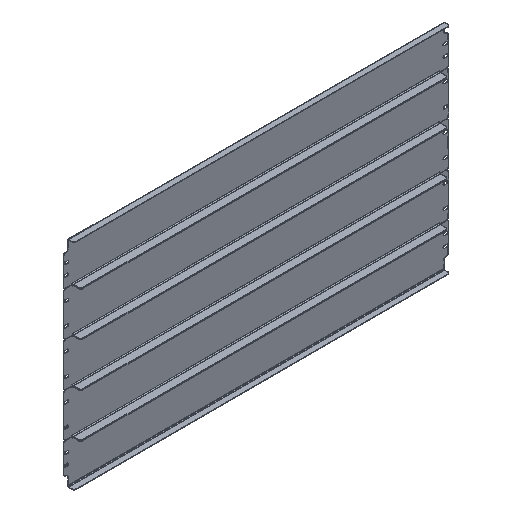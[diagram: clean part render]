
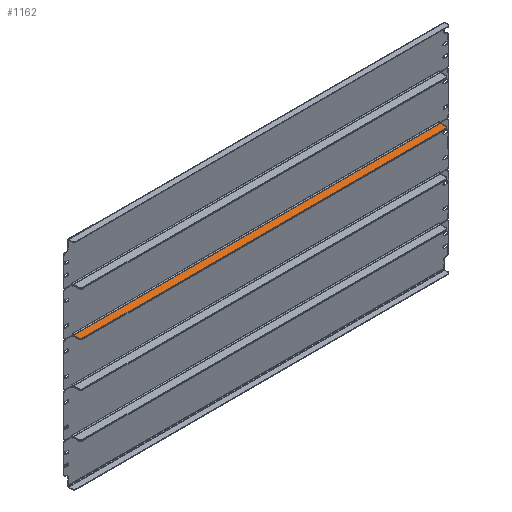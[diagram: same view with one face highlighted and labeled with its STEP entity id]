
A CAD part, isometric view. The second image highlights one B-rep face of the part: STEP entity #1162.
In plain terms, the highlighted planar face has unit normal (0, 0, 1).
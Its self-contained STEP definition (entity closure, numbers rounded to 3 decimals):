
#39 = PLANE ( 'NONE',  #3502 ) ;
#129 = CARTESIAN_POINT ( 'NONE',  ( -418.25, -3., -48.5 ) ) ;
#273 = EDGE_CURVE ( 'NONE', #3034, #3480, #1841, .T. ) ;
#338 = CARTESIAN_POINT ( 'NONE',  ( -418.25, -3., -48.5 ) ) ;
#339 = DIRECTION ( 'NONE',  ( 0., 0., -1. ) ) ;
#416 = EDGE_CURVE ( 'NONE', #2060, #1540, #818, .T. ) ;
#438 = VECTOR ( 'NONE', #610, 1000. ) ;
#456 = CARTESIAN_POINT ( 'NONE',  ( 418.25, -20., -48.5 ) ) ;
#525 = EDGE_CURVE ( 'NONE', #2595, #3480, #3112, .T. ) ;
#610 = DIRECTION ( 'NONE',  ( 1., 0., 0. ) ) ;
#798 = ORIENTED_EDGE ( 'NONE', *, *, #525, .T. ) ;
#818 = LINE ( 'NONE', #338, #438 ) ;
#935 = ORIENTED_EDGE ( 'NONE', *, *, #273, .F. ) ;
#966 = DIRECTION ( 'NONE',  ( 0., 1., 0. ) ) ;
#1026 = CARTESIAN_POINT ( 'NONE',  ( -418.25, -20., -48.5 ) ) ;
#1093 = CARTESIAN_POINT ( 'NONE',  ( -418.25, -1.5, -48.5 ) ) ;
#1162 = ADVANCED_FACE ( 'NONE', ( #2767 ), #39, .F. ) ;
#1184 = ORIENTED_EDGE ( 'NONE', *, *, #2710, .T. ) ;
#1495 = LINE ( 'NONE', #456, #2923 ) ;
#1540 = VERTEX_POINT ( 'NONE', #3346 ) ;
#1588 = EDGE_LOOP ( 'NONE', ( #1606, #798, #935, #1184, #2369, #2988 ) ) ;
#1606 = ORIENTED_EDGE ( 'NONE', *, *, #1614, .F. ) ;
#1614 = EDGE_CURVE ( 'NONE', #2595, #2060, #3331, .T. ) ;
#1841 = LINE ( 'NONE', #1026, #1978 ) ;
#1868 = AXIS2_PLACEMENT_3D ( 'NONE', #3473, #3490, #2425 ) ;
#1931 = DIRECTION ( 'NONE',  ( 0., 1., 0. ) ) ;
#1978 = VECTOR ( 'NONE', #2156, 1000. ) ;
#2007 = CARTESIAN_POINT ( 'NONE',  ( 0., 0., -48.5 ) ) ;
#2030 = VERTEX_POINT ( 'NONE', #2774 ) ;
#2060 = VERTEX_POINT ( 'NONE', #129 ) ;
#2121 = DIRECTION ( 'NONE',  ( 0., -1., 0. ) ) ;
#2156 = DIRECTION ( 'NONE',  ( -1., 0., 0. ) ) ;
#2369 = ORIENTED_EDGE ( 'NONE', *, *, #3518, .F. ) ;
#2425 = DIRECTION ( 'NONE',  ( 0., 1., 0. ) ) ;
#2429 = CARTESIAN_POINT ( 'NONE',  ( 413.25, -20., -48.5 ) ) ;
#2513 = CIRCLE ( 'NONE', #1868, 5. ) ;
#2595 = VERTEX_POINT ( 'NONE', #3432 ) ;
#2710 = EDGE_CURVE ( 'NONE', #3034, #2030, #2513, .T. ) ;
#2767 = FACE_OUTER_BOUND ( 'NONE', #1588, .T. ) ;
#2774 = CARTESIAN_POINT ( 'NONE',  ( 418.25, -15., -48.5 ) ) ;
#2867 = CARTESIAN_POINT ( 'NONE',  ( -413.25, -20., -48.5 ) ) ;
#2876 = DIRECTION ( 'NONE',  ( 0., 0., 1. ) ) ;
#2923 = VECTOR ( 'NONE', #2121, 1000. ) ;
#2988 = ORIENTED_EDGE ( 'NONE', *, *, #416, .F. ) ;
#3034 = VERTEX_POINT ( 'NONE', #2429 ) ;
#3097 = DIRECTION ( 'NONE',  ( 0., -1., 0. ) ) ;
#3112 = CIRCLE ( 'NONE', #3402, 5. ) ;
#3179 = VECTOR ( 'NONE', #1931, 1000. ) ;
#3331 = LINE ( 'NONE', #1093, #3179 ) ;
#3346 = CARTESIAN_POINT ( 'NONE',  ( 418.25, -3., -48.5 ) ) ;
#3402 = AXIS2_PLACEMENT_3D ( 'NONE', #3416, #2876, #966 ) ;
#3416 = CARTESIAN_POINT ( 'NONE',  ( -413.25, -15., -48.5 ) ) ;
#3432 = CARTESIAN_POINT ( 'NONE',  ( -418.25, -15., -48.5 ) ) ;
#3473 = CARTESIAN_POINT ( 'NONE',  ( 413.25, -15., -48.5 ) ) ;
#3480 = VERTEX_POINT ( 'NONE', #2867 ) ;
#3490 = DIRECTION ( 'NONE',  ( 0., 0., 1. ) ) ;
#3502 = AXIS2_PLACEMENT_3D ( 'NONE', #2007, #339, #3097 ) ;
#3518 = EDGE_CURVE ( 'NONE', #1540, #2030, #1495, .T. ) ;
